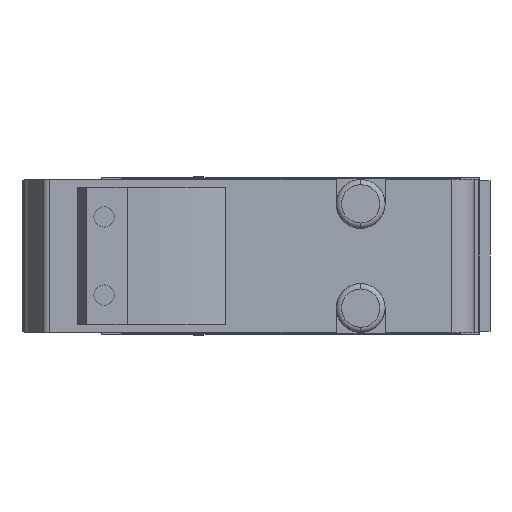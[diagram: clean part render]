
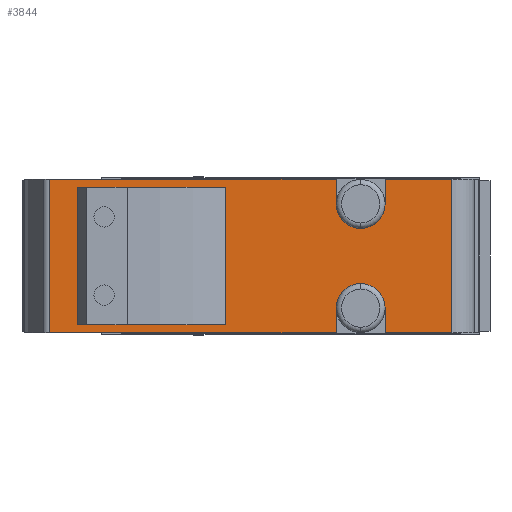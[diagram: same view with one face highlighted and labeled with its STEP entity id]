
A CAD part, left-side view. The second image highlights one B-rep face of the part: STEP entity #3844.
In plain terms, the highlighted planar face has unit normal (-1, 0, 0).
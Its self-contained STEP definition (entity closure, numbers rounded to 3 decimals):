
#11 = CARTESIAN_POINT ( 'NONE',  ( -46.25, 1.8, 5. ) ) ;
#129 = DIRECTION ( 'NONE',  ( 0., 0., 1. ) ) ;
#226 = EDGE_CURVE ( 'NONE', #710, #1709, #263, .T. ) ;
#263 = LINE ( 'NONE', #7393, #4494 ) ;
#295 = CARTESIAN_POINT ( 'NONE',  ( -46.25, 9.35, 5. ) ) ;
#326 = CARTESIAN_POINT ( 'NONE',  ( -46.25, 7.75, -1.8 ) ) ;
#415 = LINE ( 'NONE', #4552, #4054 ) ;
#594 = EDGE_CURVE ( 'NONE', #5613, #3845, #1044, .T. ) ;
#636 = EDGE_CURVE ( 'NONE', #3845, #1422, #2674, .T. ) ;
#648 = CARTESIAN_POINT ( 'NONE',  ( -46.25, 6.15, -5. ) ) ;
#659 = CARTESIAN_POINT ( 'NONE',  ( -46.25, 28.058, -5. ) ) ;
#710 = VERTEX_POINT ( 'NONE', #11 ) ;
#864 = DIRECTION ( 'NONE',  ( 0., 0., 1. ) ) ;
#976 = CARTESIAN_POINT ( 'NONE',  ( -46.25, 7.75, 3.4 ) ) ;
#1044 = CIRCLE ( 'NONE', #6278, 1.6 ) ;
#1055 = CARTESIAN_POINT ( 'NONE',  ( -46.25, 1.8, -5. ) ) ;
#1076 = LINE ( 'NONE', #4044, #3416 ) ;
#1158 = EDGE_CURVE ( 'NONE', #4417, #5244, #1076, .T. ) ;
#1168 = VECTOR ( 'NONE', #4766, 1000. ) ;
#1177 = CARTESIAN_POINT ( 'NONE',  ( -46.25, 28.058, -4.5 ) ) ;
#1197 = CARTESIAN_POINT ( 'NONE',  ( -46.25, 16.595, 4.5 ) ) ;
#1212 = DIRECTION ( 'NONE',  ( -1., 0., 0. ) ) ;
#1290 = CARTESIAN_POINT ( 'NONE',  ( -46.25, 6.15, 3.4 ) ) ;
#1316 = VERTEX_POINT ( 'NONE', #2921 ) ;
#1333 = CARTESIAN_POINT ( 'NONE',  ( -46.25, 9.35, -5. ) ) ;
#1335 = EDGE_CURVE ( 'NONE', #1316, #1530, #1795, .T. ) ;
#1364 = VECTOR ( 'NONE', #864, 1000. ) ;
#1404 = VERTEX_POINT ( 'NONE', #3534 ) ;
#1422 = VERTEX_POINT ( 'NONE', #5301 ) ;
#1475 = LINE ( 'NONE', #5519, #1541 ) ;
#1512 = EDGE_CURVE ( 'NONE', #1316, #6178, #4224, .T. ) ;
#1530 = VERTEX_POINT ( 'NONE', #4884 ) ;
#1541 = VECTOR ( 'NONE', #129, 1000. ) ;
#1549 = AXIS2_PLACEMENT_3D ( 'NONE', #2451, #1212, #5831 ) ;
#1598 = VECTOR ( 'NONE', #2772, 1000. ) ;
#1709 = VERTEX_POINT ( 'NONE', #1055 ) ;
#1756 = LINE ( 'NONE', #1177, #1168 ) ;
#1795 = LINE ( 'NONE', #4030, #5262 ) ;
#1910 = LINE ( 'NONE', #6602, #5145 ) ;
#1913 = DIRECTION ( 'NONE',  ( 0., -1., 0. ) ) ;
#1984 = ORIENTED_EDGE ( 'NONE', *, *, #7044, .F. ) ;
#2024 = DIRECTION ( 'NONE',  ( 0., -1., 0. ) ) ;
#2032 = VERTEX_POINT ( 'NONE', #648 ) ;
#2085 = ORIENTED_EDGE ( 'NONE', *, *, #6429, .T. ) ;
#2183 = EDGE_CURVE ( 'NONE', #7468, #3920, #5121, .T. ) ;
#2200 = DIRECTION ( 'NONE',  ( 0., -1., 0. ) ) ;
#2293 = DIRECTION ( 'NONE',  ( 0., 0., -1. ) ) ;
#2341 = ORIENTED_EDGE ( 'NONE', *, *, #2183, .F. ) ;
#2451 = CARTESIAN_POINT ( 'NONE',  ( -46.25, 7.75, -3.4 ) ) ;
#2456 = FACE_OUTER_BOUND ( 'NONE', #4863, .T. ) ;
#2625 = ORIENTED_EDGE ( 'NONE', *, *, #636, .F. ) ;
#2627 = ORIENTED_EDGE ( 'NONE', *, *, #1335, .F. ) ;
#2640 = EDGE_LOOP ( 'NONE', ( #2627, #6568, #4548, #7510 ) ) ;
#2674 = LINE ( 'NONE', #5705, #1364 ) ;
#2772 = DIRECTION ( 'NONE',  ( 0., -1., 0. ) ) ;
#2825 = ORIENTED_EDGE ( 'NONE', *, *, #226, .F. ) ;
#2828 = VECTOR ( 'NONE', #6546, 1000. ) ;
#2918 = DIRECTION ( 'NONE',  ( 1., 0., 0. ) ) ;
#2921 = CARTESIAN_POINT ( 'NONE',  ( -46.25, 26.256, 4.5 ) ) ;
#3020 = ORIENTED_EDGE ( 'NONE', *, *, #5887, .F. ) ;
#3086 = EDGE_CURVE ( 'NONE', #2032, #7468, #1475, .T. ) ;
#3092 = CARTESIAN_POINT ( 'NONE',  ( -46.25, 9.35, 5. ) ) ;
#3416 = VECTOR ( 'NONE', #2200, 1000. ) ;
#3534 = CARTESIAN_POINT ( 'NONE',  ( -46.25, 16.595, -4.5 ) ) ;
#3571 = FACE_BOUND ( 'NONE', #2640, .T. ) ;
#3669 = CIRCLE ( 'NONE', #5038, 1.6 ) ;
#3815 = VERTEX_POINT ( 'NONE', #4261 ) ;
#3842 = EDGE_CURVE ( 'NONE', #1530, #1404, #1756, .T. ) ;
#3844 = ADVANCED_FACE ( 'NONE', ( #3571, #2456 ), #6450, .F. ) ;
#3845 = VERTEX_POINT ( 'NONE', #1290 ) ;
#3850 = CARTESIAN_POINT ( 'NONE',  ( -46.25, 9.35, 3.4 ) ) ;
#3853 = DIRECTION ( 'NONE',  ( 0., -1., 0. ) ) ;
#3890 = ORIENTED_EDGE ( 'NONE', *, *, #4856, .F. ) ;
#3920 = VERTEX_POINT ( 'NONE', #326 ) ;
#3975 = DIRECTION ( 'NONE',  ( -1., 0., 0. ) ) ;
#3996 = LINE ( 'NONE', #6846, #6611 ) ;
#4030 = CARTESIAN_POINT ( 'NONE',  ( -46.25, 26.256, 5. ) ) ;
#4044 = CARTESIAN_POINT ( 'NONE',  ( -46.25, 28.058, 5. ) ) ;
#4054 = VECTOR ( 'NONE', #3853, 1000. ) ;
#4111 = DIRECTION ( 'NONE',  ( -1., 0., 0. ) ) ;
#4144 = DIRECTION ( 'NONE',  ( 0., 1., 0. ) ) ;
#4224 = LINE ( 'NONE', #7186, #4999 ) ;
#4261 = CARTESIAN_POINT ( 'NONE',  ( -46.25, 9.35, -3.4 ) ) ;
#4417 = VERTEX_POINT ( 'NONE', #5628 ) ;
#4494 = VECTOR ( 'NONE', #5655, 1000. ) ;
#4548 = ORIENTED_EDGE ( 'NONE', *, *, #4607, .F. ) ;
#4552 = CARTESIAN_POINT ( 'NONE',  ( -46.25, 28.058, 5. ) ) ;
#4607 = EDGE_CURVE ( 'NONE', #1404, #6178, #5972, .T. ) ;
#4608 = ORIENTED_EDGE ( 'NONE', *, *, #3086, .F. ) ;
#4766 = DIRECTION ( 'NONE',  ( 0., -1., 0. ) ) ;
#4787 = VECTOR ( 'NONE', #7161, 1000. ) ;
#4856 = EDGE_CURVE ( 'NONE', #1422, #710, #415, .T. ) ;
#4863 = EDGE_LOOP ( 'NONE', ( #1984, #6584, #5139, #5535, #7419, #3020, #2341, #4608, #2085, #2825, #3890, #2625, #5012 ) ) ;
#4865 = EDGE_CURVE ( 'NONE', #7049, #6420, #6197, .T. ) ;
#4884 = CARTESIAN_POINT ( 'NONE',  ( -46.25, 26.256, -4.5 ) ) ;
#4999 = VECTOR ( 'NONE', #1913, 1000. ) ;
#5012 = ORIENTED_EDGE ( 'NONE', *, *, #594, .F. ) ;
#5038 = AXIS2_PLACEMENT_3D ( 'NONE', #5923, #4111, #6460 ) ;
#5121 = CIRCLE ( 'NONE', #1549, 1.6 ) ;
#5139 = ORIENTED_EDGE ( 'NONE', *, *, #5698, .T. ) ;
#5145 = VECTOR ( 'NONE', #2024, 1000. ) ;
#5192 = DIRECTION ( 'NONE',  ( 0., 0., -1. ) ) ;
#5210 = LINE ( 'NONE', #5942, #7401 ) ;
#5244 = VERTEX_POINT ( 'NONE', #295 ) ;
#5262 = VECTOR ( 'NONE', #6951, 1000. ) ;
#5284 = CARTESIAN_POINT ( 'NONE',  ( -46.25, 6.15, -3.4 ) ) ;
#5301 = CARTESIAN_POINT ( 'NONE',  ( -46.25, 6.15, 5. ) ) ;
#5519 = CARTESIAN_POINT ( 'NONE',  ( -46.25, 6.15, 5. ) ) ;
#5535 = ORIENTED_EDGE ( 'NONE', *, *, #4865, .T. ) ;
#5581 = CARTESIAN_POINT ( 'NONE',  ( -46.25, 28.058, -5. ) ) ;
#5613 = VERTEX_POINT ( 'NONE', #3850 ) ;
#5628 = CARTESIAN_POINT ( 'NONE',  ( -46.25, 28.058, 5. ) ) ;
#5655 = DIRECTION ( 'NONE',  ( 0., 0., -1. ) ) ;
#5698 = EDGE_CURVE ( 'NONE', #4417, #7049, #3996, .T. ) ;
#5705 = CARTESIAN_POINT ( 'NONE',  ( -46.25, 6.15, 5. ) ) ;
#5831 = DIRECTION ( 'NONE',  ( 0., 0., -1. ) ) ;
#5887 = EDGE_CURVE ( 'NONE', #3920, #3815, #3669, .T. ) ;
#5923 = CARTESIAN_POINT ( 'NONE',  ( -46.25, 7.75, -3.4 ) ) ;
#5942 = CARTESIAN_POINT ( 'NONE',  ( -46.25, 9.35, 5. ) ) ;
#5968 = AXIS2_PLACEMENT_3D ( 'NONE', #5992, #2918, #4144 ) ;
#5972 = LINE ( 'NONE', #1197, #2828 ) ;
#5992 = CARTESIAN_POINT ( 'NONE',  ( -46.25, 28.058, 5. ) ) ;
#6178 = VERTEX_POINT ( 'NONE', #6336 ) ;
#6197 = LINE ( 'NONE', #5581, #1598 ) ;
#6278 = AXIS2_PLACEMENT_3D ( 'NONE', #976, #3975, #6287 ) ;
#6287 = DIRECTION ( 'NONE',  ( 0., 0., -1. ) ) ;
#6336 = CARTESIAN_POINT ( 'NONE',  ( -46.25, 16.595, 4.5 ) ) ;
#6420 = VERTEX_POINT ( 'NONE', #1333 ) ;
#6429 = EDGE_CURVE ( 'NONE', #2032, #1709, #1910, .T. ) ;
#6450 = PLANE ( 'NONE',  #5968 ) ;
#6460 = DIRECTION ( 'NONE',  ( 0., 0., -1. ) ) ;
#6546 = DIRECTION ( 'NONE',  ( 0., 0., 1. ) ) ;
#6568 = ORIENTED_EDGE ( 'NONE', *, *, #1512, .T. ) ;
#6583 = EDGE_CURVE ( 'NONE', #3815, #6420, #7196, .T. ) ;
#6584 = ORIENTED_EDGE ( 'NONE', *, *, #1158, .F. ) ;
#6602 = CARTESIAN_POINT ( 'NONE',  ( -46.25, 28.058, -5. ) ) ;
#6611 = VECTOR ( 'NONE', #5192, 1000. ) ;
#6846 = CARTESIAN_POINT ( 'NONE',  ( -46.25, 28.058, 5. ) ) ;
#6951 = DIRECTION ( 'NONE',  ( 0., 0., -1. ) ) ;
#7044 = EDGE_CURVE ( 'NONE', #5244, #5613, #5210, .T. ) ;
#7049 = VERTEX_POINT ( 'NONE', #659 ) ;
#7161 = DIRECTION ( 'NONE',  ( 0., 0., -1. ) ) ;
#7186 = CARTESIAN_POINT ( 'NONE',  ( -46.25, 28.058, 4.5 ) ) ;
#7196 = LINE ( 'NONE', #3092, #4787 ) ;
#7393 = CARTESIAN_POINT ( 'NONE',  ( -46.25, 1.8, 5. ) ) ;
#7401 = VECTOR ( 'NONE', #2293, 1000. ) ;
#7419 = ORIENTED_EDGE ( 'NONE', *, *, #6583, .F. ) ;
#7468 = VERTEX_POINT ( 'NONE', #5284 ) ;
#7510 = ORIENTED_EDGE ( 'NONE', *, *, #3842, .F. ) ;
